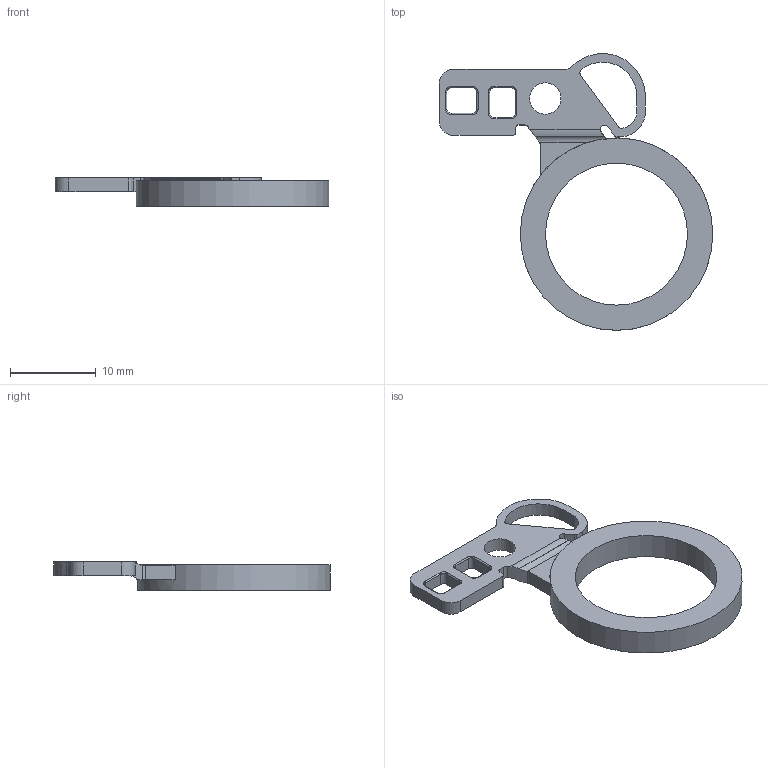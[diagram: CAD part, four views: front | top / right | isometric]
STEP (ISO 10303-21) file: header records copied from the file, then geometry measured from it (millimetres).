
FILE_DESCRIPTION(/* description */ (''),/* implementation_level */ '2;1');
FILE_NAME(/* name */ 'Eppendorf_FR.step',/* time_stamp */ '2025-07-21T15:57:59+02:00',/* author */ (''),/* organization */ (''),/* preprocessor_version */ 'ST-DEVELOPER v20.1',/* originating_system */ 'Autodesk Translation Framework v14.10.0.0',/* authorisation */ '');
FILE_SCHEMA (('AUTOMOTIVE_DESIGN { 1 0 10303 214 3 1 1 }'));
Length unit declared in the file: millimetre
Products named in the file (1): FusionComponent
Bounding box: 31.97 x 32.35 x 3.38 mm (x, y, z)
Volume: 770.2 mm3; surface area: 1191 mm2
Topology: 1 solids, 1 shells, 78 faces, 212 edges, 136 vertices
Faces by surface type: plane 32, cylinder 30, bspline 16
Full cylindrical faces by diameter (mm): 3.66 x1, 16.6 x1, 22.5 x1
Entity records: 2933 total; most frequent: CARTESIAN_POINT 986, ORIENTED_EDGE 424, DIRECTION 356, EDGE_CURVE 212, VERTEX_POINT 136, LINE 120, VECTOR 120, AXIS2_PLACEMENT_3D 118
